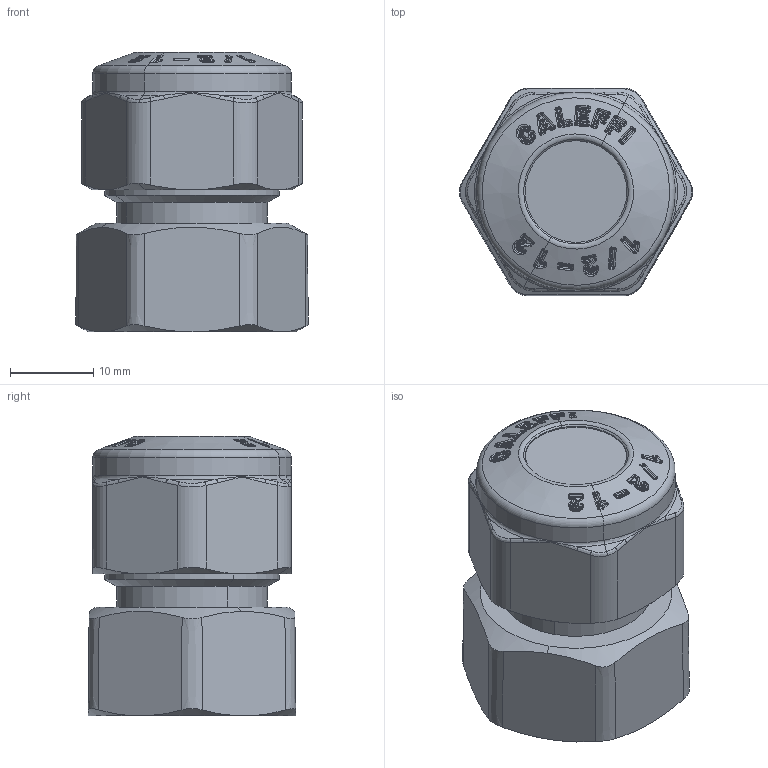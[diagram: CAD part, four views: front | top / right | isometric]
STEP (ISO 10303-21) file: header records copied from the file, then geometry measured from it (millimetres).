
FILE_DESCRIPTION(('CATIA V5 STEP Exchange','CAx-IF Rec.Pracs.--- Model Styling and Organization---1.5--- 2016-08-15','CAx-IF Rec.Pracs.---Supplemental Geometry---1.0---2011-11-01','CAx-IF Rec.Pracs.--- Composite Materials ---3.4---2017-06-13','CAx-IF Rec.Pracs.---Tessellated 3D Geometry---1.0---2015-12-17'),'2;1');
FILE_NAME('STEP_900412_-_TST.stp','2025-07-15T13:44:14+00:00',('none'),('none'),'CATIA Version 5-6 Release 2020 SP5','CATIA V5 STEP AP242 v2','none');
FILE_SCHEMA(('AP242_MANAGED_MODEL_BASED_3D_ENGINEERING_MIM_LF {1 0 10303 442 1 1 4}'));
Products named in the file (1): 900412 - TST
Bounding box: 27.94 x 24.88 x 33.5 mm (x, y, z)
Volume: 15377.5 mm3; surface area: 3883.4 mm2
Topology: 1 solids, 1 shells, 772 faces, 1824 edges, 979 vertices
Faces by surface type: bspline 651, cone 45, sphere 40, plane 16, cylinder 14, torus 6
Entity records: 52418 total; most frequent: CARTESIAN_POINT 40874, ORIENTED_EDGE 3470, EDGE_CURVE 1735, B_SPLINE_CURVE_WITH_KNOTS 1602, VERTEX_POINT 979, EDGE_LOOP 786, ADVANCED_FACE 772, FACE_OUTER_BOUND 772
